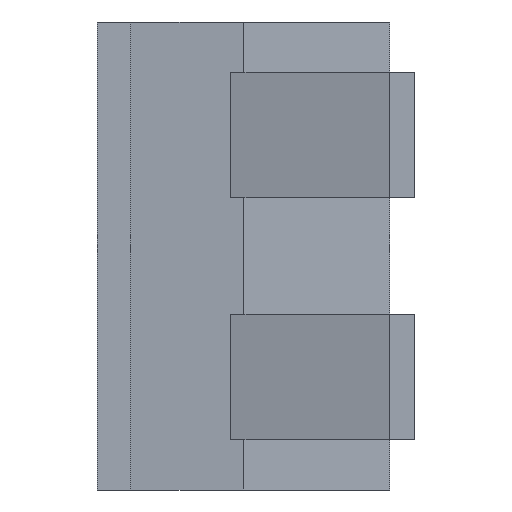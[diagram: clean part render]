
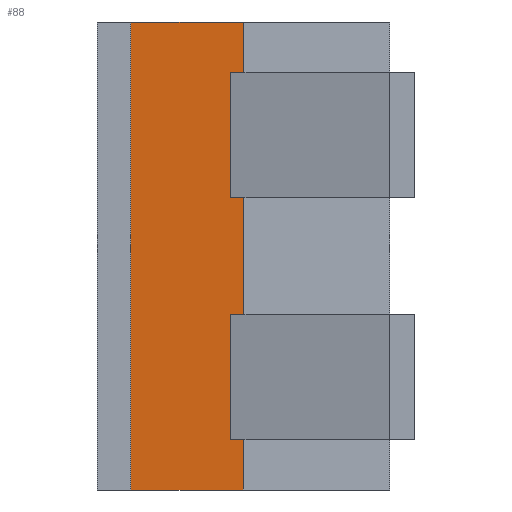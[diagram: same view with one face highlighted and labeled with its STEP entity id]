
A CAD part, left-side view. The second image highlights one B-rep face of the part: STEP entity #88.
In plain terms, the highlighted planar face has unit normal (-0.998, 0.07, 0).
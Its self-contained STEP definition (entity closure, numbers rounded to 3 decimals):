
#2 = CARTESIAN_POINT ( 'NONE',  ( -1.553, 0.675, 1.4 ) ) ;
#60 = VECTOR ( 'NONE', #217, 1000. ) ;
#88 = ADVANCED_FACE ( 'NONE', ( #2063 ), #2047, .T. ) ;
#96 = DIRECTION ( 'NONE',  ( 0., 0., -1. ) ) ;
#107 = VECTOR ( 'NONE', #766, 1000. ) ;
#112 = ORIENTED_EDGE ( 'NONE', *, *, #404, .F. ) ;
#123 = ORIENTED_EDGE ( 'NONE', *, *, #128, .T. ) ;
#128 = EDGE_CURVE ( 'NONE', #2330, #2457, #1156, .T. ) ;
#162 = VERTEX_POINT ( 'NONE', #354 ) ;
#163 = CARTESIAN_POINT ( 'NONE',  ( -1.907, -4.389, 1.1 ) ) ;
#167 = LINE ( 'NONE', #1725, #2010 ) ;
#217 = DIRECTION ( 'NONE',  ( 0., 0., 1. ) ) ;
#270 = CARTESIAN_POINT ( 'NONE',  ( -1.553, 0.675, 1.4 ) ) ;
#289 = EDGE_CURVE ( 'NONE', #1907, #1987, #317, .T. ) ;
#317 = LINE ( 'NONE', #1476, #575 ) ;
#338 = DIRECTION ( 'NONE',  ( 0., 0., -1. ) ) ;
#350 = EDGE_CURVE ( 'NONE', #1907, #725, #711, .T. ) ;
#354 = CARTESIAN_POINT ( 'NONE',  ( -1.553, 0.675, -1.4 ) ) ;
#358 = LINE ( 'NONE', #1187, #107 ) ;
#374 = CARTESIAN_POINT ( 'NONE',  ( -1.595, 0.075, -1.1 ) ) ;
#404 = EDGE_CURVE ( 'NONE', #1112, #1877, #1171, .T. ) ;
#422 = CARTESIAN_POINT ( 'NONE',  ( -1.6, 0., 1.4 ) ) ;
#433 = EDGE_CURVE ( 'NONE', #2457, #162, #1719, .T. ) ;
#515 = VECTOR ( 'NONE', #987, 1000. ) ;
#575 = VECTOR ( 'NONE', #338, 1000. ) ;
#587 = DIRECTION ( 'NONE',  ( 0.07, 0.998, 0. ) ) ;
#593 = VECTOR ( 'NONE', #2351, 1000. ) ;
#632 = AXIS2_PLACEMENT_3D ( 'NONE', #2427, #1456, #1629 ) ;
#644 = CARTESIAN_POINT ( 'NONE',  ( -1.6, 0., -1.1 ) ) ;
#711 = LINE ( 'NONE', #1696, #772 ) ;
#725 = VERTEX_POINT ( 'NONE', #374 ) ;
#747 = EDGE_CURVE ( 'NONE', #982, #895, #2312, .T. ) ;
#766 = DIRECTION ( 'NONE',  ( 0.07, 0.998, 0. ) ) ;
#772 = VECTOR ( 'NONE', #2478, 1000. ) ;
#776 = CARTESIAN_POINT ( 'NONE',  ( -1.907, -4.389, 1.4 ) ) ;
#895 = VERTEX_POINT ( 'NONE', #2039 ) ;
#902 = VECTOR ( 'NONE', #1088, 1000. ) ;
#911 = LINE ( 'NONE', #2509, #902 ) ;
#953 = EDGE_CURVE ( 'NONE', #895, #2119, #911, .T. ) ;
#973 = CARTESIAN_POINT ( 'NONE',  ( -1.6, 0., 1.4 ) ) ;
#982 = VERTEX_POINT ( 'NONE', #1489 ) ;
#987 = DIRECTION ( 'NONE',  ( 0., 0., -1. ) ) ;
#1005 = ORIENTED_EDGE ( 'NONE', *, *, #747, .F. ) ;
#1023 = CARTESIAN_POINT ( 'NONE',  ( -1.6, 0., 1.1 ) ) ;
#1036 = CARTESIAN_POINT ( 'NONE',  ( -1.595, 0.075, 1.4 ) ) ;
#1046 = EDGE_CURVE ( 'NONE', #1152, #1877, #1576, .T. ) ;
#1088 = DIRECTION ( 'NONE',  ( 0.07, 0.998, 0. ) ) ;
#1093 = CARTESIAN_POINT ( 'NONE',  ( -1.595, 0.075, 1.1 ) ) ;
#1103 = VECTOR ( 'NONE', #1539, 1000. ) ;
#1112 = VERTEX_POINT ( 'NONE', #1023 ) ;
#1128 = ORIENTED_EDGE ( 'NONE', *, *, #350, .T. ) ;
#1152 = VERTEX_POINT ( 'NONE', #1862 ) ;
#1156 = LINE ( 'NONE', #776, #593 ) ;
#1157 = DIRECTION ( 'NONE',  ( 0.07, 0.998, 0. ) ) ;
#1171 = LINE ( 'NONE', #163, #2288 ) ;
#1187 = CARTESIAN_POINT ( 'NONE',  ( -1.907, -4.389, 0.35 ) ) ;
#1227 = CARTESIAN_POINT ( 'NONE',  ( -1.595, 0.075, -0.35 ) ) ;
#1297 = ORIENTED_EDGE ( 'NONE', *, *, #1494, .F. ) ;
#1339 = CARTESIAN_POINT ( 'NONE',  ( -1.6, 0., 1.4 ) ) ;
#1366 = EDGE_CURVE ( 'NONE', #1987, #162, #167, .T. ) ;
#1456 = DIRECTION ( 'NONE',  ( -0.998, 0.07, 0. ) ) ;
#1476 = CARTESIAN_POINT ( 'NONE',  ( -1.6, 0., 1.4 ) ) ;
#1482 = ORIENTED_EDGE ( 'NONE', *, *, #1366, .F. ) ;
#1489 = CARTESIAN_POINT ( 'NONE',  ( -1.6, 0., 0.35 ) ) ;
#1494 = EDGE_CURVE ( 'NONE', #2119, #725, #2415, .T. ) ;
#1539 = DIRECTION ( 'NONE',  ( 0., 0., -1. ) ) ;
#1576 = LINE ( 'NONE', #1985, #60 ) ;
#1595 = VECTOR ( 'NONE', #2123, 1000. ) ;
#1629 = DIRECTION ( 'NONE',  ( 0., 0., 1. ) ) ;
#1684 = ORIENTED_EDGE ( 'NONE', *, *, #2379, .F. ) ;
#1696 = CARTESIAN_POINT ( 'NONE',  ( -1.907, -4.389, -1.1 ) ) ;
#1719 = LINE ( 'NONE', #2, #1103 ) ;
#1725 = CARTESIAN_POINT ( 'NONE',  ( -1.907, -4.389, -1.4 ) ) ;
#1862 = CARTESIAN_POINT ( 'NONE',  ( -1.595, 0.075, 0.35 ) ) ;
#1877 = VERTEX_POINT ( 'NONE', #1093 ) ;
#1894 = ORIENTED_EDGE ( 'NONE', *, *, #433, .T. ) ;
#1907 = VERTEX_POINT ( 'NONE', #644 ) ;
#1928 = ORIENTED_EDGE ( 'NONE', *, *, #2316, .T. ) ;
#1985 = CARTESIAN_POINT ( 'NONE',  ( -1.595, 0.075, 1.4 ) ) ;
#1987 = VERTEX_POINT ( 'NONE', #2460 ) ;
#2010 = VECTOR ( 'NONE', #1157, 1000. ) ;
#2029 = ORIENTED_EDGE ( 'NONE', *, *, #1046, .T. ) ;
#2039 = CARTESIAN_POINT ( 'NONE',  ( -1.6, 0., -0.35 ) ) ;
#2047 = PLANE ( 'NONE',  #632 ) ;
#2063 = FACE_OUTER_BOUND ( 'NONE', #2087, .T. ) ;
#2087 = EDGE_LOOP ( 'NONE', ( #2438, #1128, #1297, #2524, #1005, #1928, #2029, #112, #1684, #123, #1894, #1482 ) ) ;
#2119 = VERTEX_POINT ( 'NONE', #1227 ) ;
#2123 = DIRECTION ( 'NONE',  ( 0., 0., -1. ) ) ;
#2181 = LINE ( 'NONE', #422, #515 ) ;
#2288 = VECTOR ( 'NONE', #587, 1000. ) ;
#2312 = LINE ( 'NONE', #1339, #1595 ) ;
#2316 = EDGE_CURVE ( 'NONE', #982, #1152, #358, .T. ) ;
#2330 = VERTEX_POINT ( 'NONE', #973 ) ;
#2336 = VECTOR ( 'NONE', #96, 1000. ) ;
#2351 = DIRECTION ( 'NONE',  ( 0.07, 0.998, 0. ) ) ;
#2379 = EDGE_CURVE ( 'NONE', #2330, #1112, #2181, .T. ) ;
#2415 = LINE ( 'NONE', #1036, #2336 ) ;
#2427 = CARTESIAN_POINT ( 'NONE',  ( -1.907, -4.389, 1.4 ) ) ;
#2438 = ORIENTED_EDGE ( 'NONE', *, *, #289, .F. ) ;
#2457 = VERTEX_POINT ( 'NONE', #270 ) ;
#2460 = CARTESIAN_POINT ( 'NONE',  ( -1.6, 0., -1.4 ) ) ;
#2478 = DIRECTION ( 'NONE',  ( 0.07, 0.998, 0. ) ) ;
#2509 = CARTESIAN_POINT ( 'NONE',  ( -1.907, -4.389, -0.35 ) ) ;
#2524 = ORIENTED_EDGE ( 'NONE', *, *, #953, .F. ) ;
